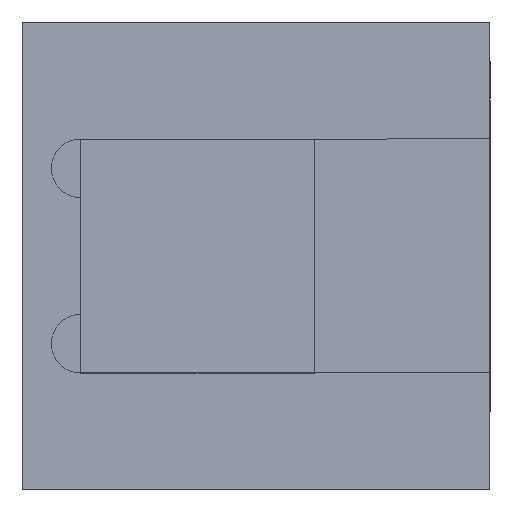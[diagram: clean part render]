
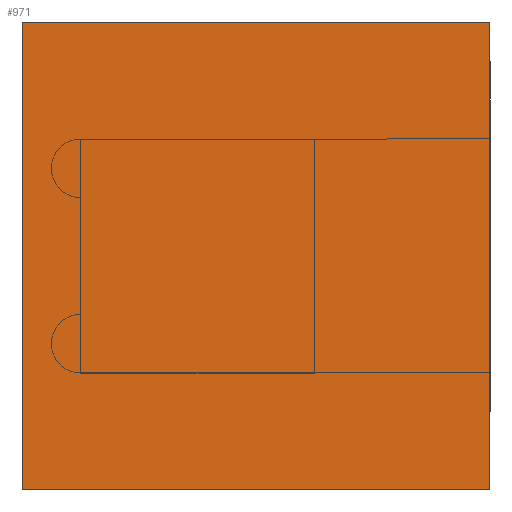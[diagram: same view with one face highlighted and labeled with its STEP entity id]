
A CAD part, left-side view. The second image highlights one B-rep face of the part: STEP entity #971.
In plain terms, the highlighted face is planar.
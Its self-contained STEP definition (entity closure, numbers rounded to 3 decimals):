
#9 = CARTESIAN_POINT ( 'NONE',  ( 12., 12., 0.2 ) ) ;
#87 = VECTOR ( 'NONE', #415, 1000. ) ;
#151 = CARTESIAN_POINT ( 'NONE',  ( -12., -12., 0.2 ) ) ;
#240 = DIRECTION ( 'NONE',  ( -1., 0., 0. ) ) ;
#248 = CARTESIAN_POINT ( 'NONE',  ( -12., 12., 0.2 ) ) ;
#415 = DIRECTION ( 'NONE',  ( 0., 1., 0. ) ) ;
#659 = ORIENTED_EDGE ( 'NONE', *, *, #1517, .T. ) ;
#718 = DIRECTION ( 'NONE',  ( -1., 0., 0. ) ) ;
#725 = CARTESIAN_POINT ( 'NONE',  ( 12., -12., 0.2 ) ) ;
#797 = LINE ( 'NONE', #151, #1622 ) ;
#850 = DIRECTION ( 'NONE',  ( 0., -1., 0. ) ) ;
#868 = VECTOR ( 'NONE', #240, 1000. ) ;
#872 = DIRECTION ( 'NONE',  ( 1., 0., 0. ) ) ;
#914 = CARTESIAN_POINT ( 'NONE',  ( -12., -12., 0.2 ) ) ;
#924 = LINE ( 'NONE', #248, #868 ) ;
#971 = ADVANCED_FACE ( 'NONE', ( #1775 ), #1359, .F. ) ;
#1033 = CARTESIAN_POINT ( 'NONE',  ( 12., 12., 0.2 ) ) ;
#1140 = VERTEX_POINT ( 'NONE', #1033 ) ;
#1171 = ORIENTED_EDGE ( 'NONE', *, *, #1569, .T. ) ;
#1350 = CARTESIAN_POINT ( 'NONE',  ( -12., -12., 0.2 ) ) ;
#1359 = PLANE ( 'NONE',  #1952 ) ;
#1379 = LINE ( 'NONE', #1580, #87 ) ;
#1415 = EDGE_CURVE ( 'NONE', #1958, #1140, #1379, .T. ) ;
#1462 = VECTOR ( 'NONE', #872, 1000. ) ;
#1517 = EDGE_CURVE ( 'NONE', #1566, #2076, #797, .T. ) ;
#1566 = VERTEX_POINT ( 'NONE', #2157 ) ;
#1569 = EDGE_CURVE ( 'NONE', #2076, #1958, #1891, .T. ) ;
#1580 = CARTESIAN_POINT ( 'NONE',  ( 12., -12., 0.2 ) ) ;
#1622 = VECTOR ( 'NONE', #850, 1000. ) ;
#1637 = EDGE_CURVE ( 'NONE', #1140, #1566, #924, .T. ) ;
#1703 = DIRECTION ( 'NONE',  ( 0., 0., -1. ) ) ;
#1775 = FACE_OUTER_BOUND ( 'NONE', #1779, .T. ) ;
#1779 = EDGE_LOOP ( 'NONE', ( #1819, #1960, #659, #1171 ) ) ;
#1819 = ORIENTED_EDGE ( 'NONE', *, *, #1415, .T. ) ;
#1891 = LINE ( 'NONE', #1350, #1462 ) ;
#1952 = AXIS2_PLACEMENT_3D ( 'NONE', #9, #1703, #718 ) ;
#1958 = VERTEX_POINT ( 'NONE', #725 ) ;
#1960 = ORIENTED_EDGE ( 'NONE', *, *, #1637, .T. ) ;
#2076 = VERTEX_POINT ( 'NONE', #914 ) ;
#2157 = CARTESIAN_POINT ( 'NONE',  ( -12., 12., 0.2 ) ) ;
